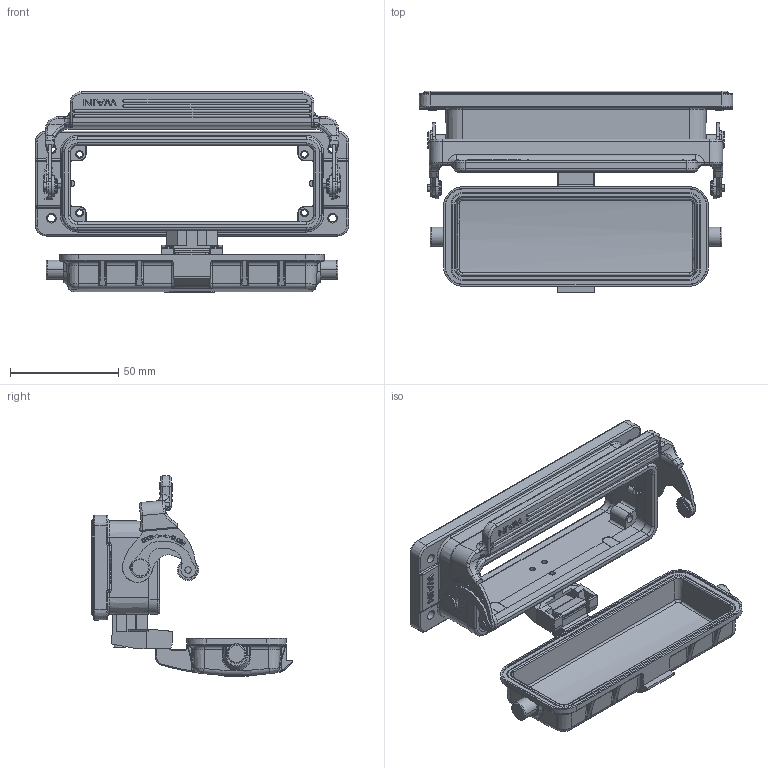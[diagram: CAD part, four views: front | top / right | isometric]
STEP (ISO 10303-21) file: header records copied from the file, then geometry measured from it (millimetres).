
FILE_DESCRIPTION((''),'2;1');
FILE_NAME('1','2020-07-02T',('sy.ji'),(''),'PRO/ENGINEER BY PARAMETRIC TECHNOLOGY CORPORATION, 2012480','PRO/ENGINEER BY PARAMETRIC TECHNOLOGY CORPORATION, 2012480','');
FILE_SCHEMA(('CONFIG_CONTROL_DESIGN'));
Length unit declared in the file: millimetre
Products named in the file (1): 1
Bounding box: 144.99 x 93.1 x 92.73 mm (x, y, z)
Volume: 167.4 mm3; surface area: 65888.1 mm2
Topology: 2 solids, 3 shells, 2109 faces, 5413 edges, 3389 vertices
Faces by surface type: plane 783, cylinder 587, bspline 220, torus 207, extrusion 179, cone 111, sphere 22
Entity records: 92418 total; most frequent: CARTESIAN_POINT 33463, ORIENTED_EDGE 10770, DIRECTION 9093, EDGE_CURVE 5387, VERTEX_POINT 3389, AXIS2_PLACEMENT_3D 3112, VECTOR 2869, LINE 2690
